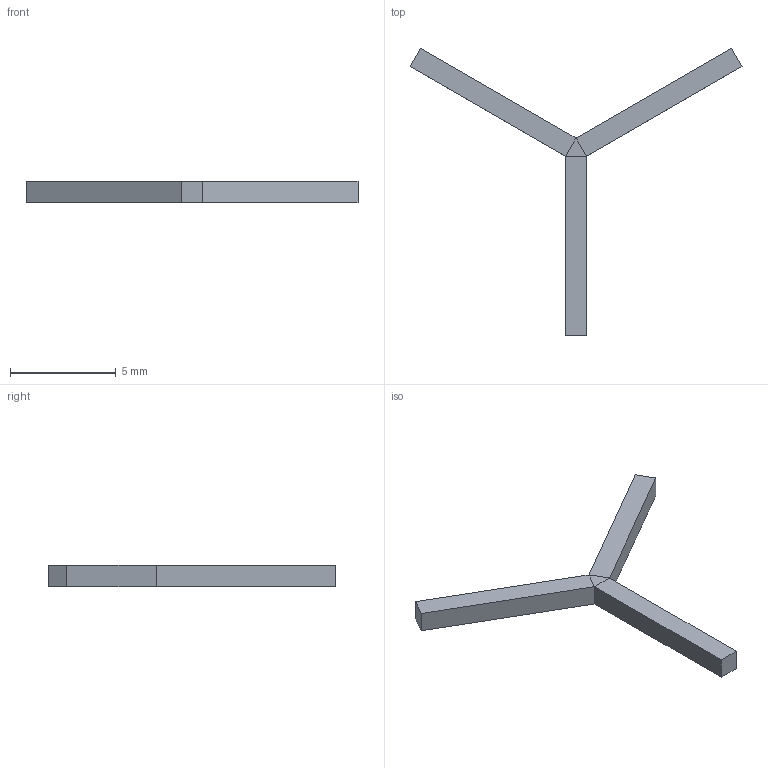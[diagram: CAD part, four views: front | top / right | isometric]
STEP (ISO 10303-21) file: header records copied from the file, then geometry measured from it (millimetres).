
FILE_DESCRIPTION(('STEP AP203'),'1');
FILE_NAME('test_sodium_all.stp','2011-05-09T19:02:19',(' '),(' '),'Spatial InterOp 3D',' ',' ');
FILE_SCHEMA(('CONFIG_CONTROL_DESIGN'));
Length unit declared in the file: millimetre
Products named in the file (4): 1; 2; 3; 4
Bounding box: 15.69 x 13.58 x 1 mm (x, y, z)
Volume: 25.9 mm3; surface area: 111.6 mm2
Topology: 4 solids, 4 shells, 23 faces, 45 edges, 30 vertices
Faces by surface type: plane 23
Entity records: 755 total; most frequent: CARTESIAN_POINT 102, DIRECTION 99, ORIENTED_EDGE 90, EDGE_CURVE 45, LINE 45, VECTOR 45, VERTEX_POINT 30, AXIS2_PLACEMENT_3D 27
